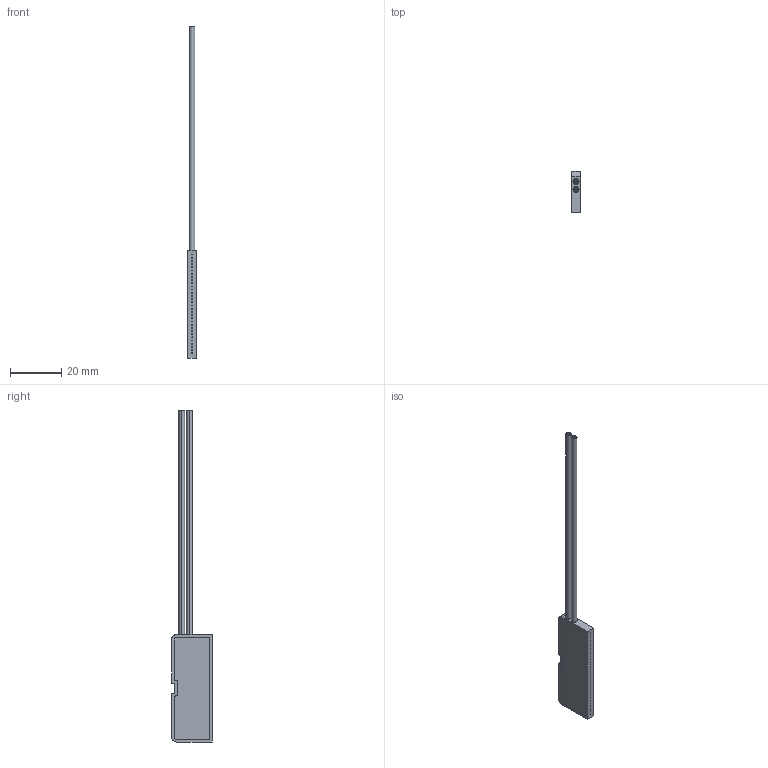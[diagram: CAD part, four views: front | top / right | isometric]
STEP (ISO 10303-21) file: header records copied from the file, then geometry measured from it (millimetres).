
FILE_DESCRIPTION((''),'2;1');
FILE_NAME('193972_ASM','2016-03-09T',('pdmadmin'),(''),'PRO/ENGINEER BY PARAMETRIC TECHNOLOGY CORPORATION, 2013230','PRO/ENGINEER BY PARAMETRIC TECHNOLOGY CORPORATION, 2013230','');
FILE_SCHEMA(('CONFIG_CONTROL_DESIGN'));
Length unit declared in the file: inch
Products named in the file (6): 123162; 10143; FIBER_CORE_-25_010; 74709_ASM; 123162_POTTING; 193972_ASM
Assembly tree (37 placements, depth 3):
  193972_ASM
    74709_ASM
      123162
      10143  x2
      FIBER_CORE_-25_010  x32
    123162_POTTING
Bounding box: 3.51 x 16 x 129.67 mm (x, y, z)
Volume: 2952.4 mm3; surface area: 7401.7 mm2
Topology: 50 solids, 50 shells, 409 faces, 891 edges, 594 vertices
Faces by surface type: cylinder 220, plane 189
Entity records: 7157 total; most frequent: DIRECTION 1371, CARTESIAN_POINT 1217, ORIENTED_EDGE 1074, AXIS2_PLACEMENT_3D 557, EDGE_CURVE 537, VERTEX_POINT 358, EDGE_LOOP 281, CIRCLE 273
